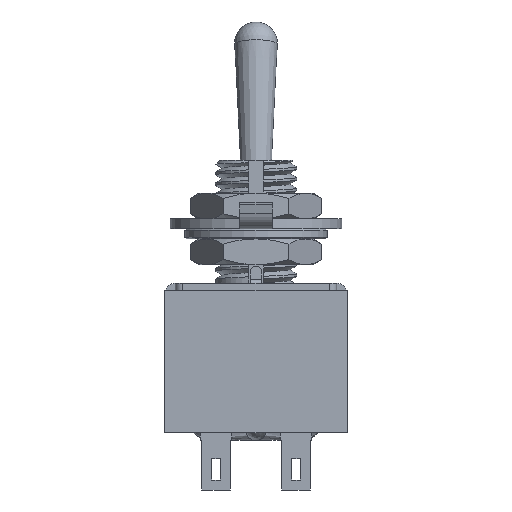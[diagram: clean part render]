
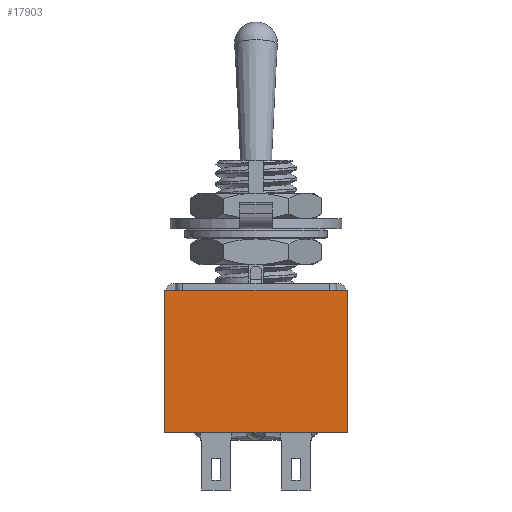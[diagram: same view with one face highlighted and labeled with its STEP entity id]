
A CAD part, front view. The second image highlights one B-rep face of the part: STEP entity #17903.
In plain terms, the highlighted planar face has unit normal (0, -1, 0).
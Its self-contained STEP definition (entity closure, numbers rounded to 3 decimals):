
#14011 = PLANE('',#14012);
#14012 = AXIS2_PLACEMENT_3D('',#14013,#14014,#14015);
#14013 = CARTESIAN_POINT('',(0.,0.,-10.)
  );
#14014 = DIRECTION('',(0.,0.,-1.));
#14015 = DIRECTION('',(0.,-1.,0.));
#14039 = PLANE('',#14040);
#14040 = AXIS2_PLACEMENT_3D('',#14041,#14042,#14043);
#14041 = CARTESIAN_POINT('',(-6.4,-5.,0.));
#14042 = DIRECTION('',(-1.,0.,0.));
#14043 = DIRECTION('',(0.,-1.,0.));
#14065 = PLANE('',#14066);
#14066 = AXIS2_PLACEMENT_3D('',#14067,#14068,#14069);
#14067 = CARTESIAN_POINT('',(0.,0.,0.));
#14068 = DIRECTION('',(0.,0.,1.));
#14069 = DIRECTION('',(1.,0.,0.));
#14372 = VERTEX_POINT('',#14373);
#14373 = CARTESIAN_POINT('',(-6.4,-6.55,-10.));
#14394 = EDGE_CURVE('',#14395,#14372,#14397,.T.);
#14395 = VERTEX_POINT('',#14396);
#14396 = CARTESIAN_POINT('',(-6.4,-6.55,0.));
#14397 = SURFACE_CURVE('',#14398,(#14402,#14409),.PCURVE_S1.);
#14398 = LINE('',#14399,#14400);
#14399 = CARTESIAN_POINT('',(-6.4,-6.55,0.));
#14400 = VECTOR('',#14401,1.);
#14401 = DIRECTION('',(-0.,-0.,-1.));
#14402 = PCURVE('',#14039,#14403);
#14403 = DEFINITIONAL_REPRESENTATION('',(#14404),#14408);
#14404 = LINE('',#14405,#14406);
#14405 = CARTESIAN_POINT('',(1.55,0.));
#14406 = VECTOR('',#14407,1.);
#14407 = DIRECTION('',(0.,-1.));
#14408 = ( GEOMETRIC_REPRESENTATION_CONTEXT(2) 
PARAMETRIC_REPRESENTATION_CONTEXT() REPRESENTATION_CONTEXT('2D SPACE',''
  ) );
#14409 = PCURVE('',#14410,#14415);
#14410 = PLANE('',#14411);
#14411 = AXIS2_PLACEMENT_3D('',#14412,#14413,#14414);
#14412 = CARTESIAN_POINT('',(0.,-6.55,-5.));
#14413 = DIRECTION('',(0.,-1.,0.));
#14414 = DIRECTION('',(0.,0.,-1.));
#14415 = DEFINITIONAL_REPRESENTATION('',(#14416),#14420);
#14416 = LINE('',#14417,#14418);
#14417 = CARTESIAN_POINT('',(-5.,-6.4));
#14418 = VECTOR('',#14419,1.);
#14419 = DIRECTION('',(1.,0.));
#14420 = ( GEOMETRIC_REPRESENTATION_CONTEXT(2) 
PARAMETRIC_REPRESENTATION_CONTEXT() REPRESENTATION_CONTEXT('2D SPACE',''
  ) );
#14448 = EDGE_CURVE('',#14395,#14449,#14451,.T.);
#14449 = VERTEX_POINT('',#14450);
#14450 = CARTESIAN_POINT('',(6.4,-6.55,0.));
#14451 = SURFACE_CURVE('',#14452,(#14456,#14463),.PCURVE_S1.);
#14452 = LINE('',#14453,#14454);
#14453 = CARTESIAN_POINT('',(-6.4,-6.55,0.));
#14454 = VECTOR('',#14455,1.);
#14455 = DIRECTION('',(1.,0.,0.));
#14456 = PCURVE('',#14065,#14457);
#14457 = DEFINITIONAL_REPRESENTATION('',(#14458),#14462);
#14458 = LINE('',#14459,#14460);
#14459 = CARTESIAN_POINT('',(-6.4,-6.55));
#14460 = VECTOR('',#14461,1.);
#14461 = DIRECTION('',(1.,0.));
#14462 = ( GEOMETRIC_REPRESENTATION_CONTEXT(2) 
PARAMETRIC_REPRESENTATION_CONTEXT() REPRESENTATION_CONTEXT('2D SPACE',''
  ) );
#14463 = PCURVE('',#14410,#14464);
#14464 = DEFINITIONAL_REPRESENTATION('',(#14465),#14469);
#14465 = LINE('',#14466,#14467);
#14466 = CARTESIAN_POINT('',(-5.,-6.4));
#14467 = VECTOR('',#14468,1.);
#14468 = DIRECTION('',(0.,1.));
#14469 = ( GEOMETRIC_REPRESENTATION_CONTEXT(2) 
PARAMETRIC_REPRESENTATION_CONTEXT() REPRESENTATION_CONTEXT('2D SPACE',''
  ) );
#14487 = PLANE('',#14488);
#14488 = AXIS2_PLACEMENT_3D('',#14489,#14490,#14491);
#14489 = CARTESIAN_POINT('',(6.4,-5.,0.));
#14490 = DIRECTION('',(1.,0.,0.));
#14491 = DIRECTION('',(0.,1.,0.));
#15080 = VERTEX_POINT('',#15081);
#15081 = CARTESIAN_POINT('',(6.4,-6.55,-10.));
#15102 = EDGE_CURVE('',#15080,#14372,#15103,.T.);
#15103 = SURFACE_CURVE('',#15104,(#15108,#15115),.PCURVE_S1.);
#15104 = LINE('',#15105,#15106);
#15105 = CARTESIAN_POINT('',(6.4,-6.55,-10.));
#15106 = VECTOR('',#15107,1.);
#15107 = DIRECTION('',(-1.,-0.,-0.));
#15108 = PCURVE('',#14011,#15109);
#15109 = DEFINITIONAL_REPRESENTATION('',(#15110),#15114);
#15110 = LINE('',#15111,#15112);
#15111 = CARTESIAN_POINT('',(6.55,-6.4));
#15112 = VECTOR('',#15113,1.);
#15113 = DIRECTION('',(0.,1.));
#15114 = ( GEOMETRIC_REPRESENTATION_CONTEXT(2) 
PARAMETRIC_REPRESENTATION_CONTEXT() REPRESENTATION_CONTEXT('2D SPACE',''
  ) );
#15115 = PCURVE('',#14410,#15116);
#15116 = DEFINITIONAL_REPRESENTATION('',(#15117),#15121);
#15117 = LINE('',#15118,#15119);
#15118 = CARTESIAN_POINT('',(5.,6.4));
#15119 = VECTOR('',#15120,1.);
#15120 = DIRECTION('',(0.,-1.));
#15121 = ( GEOMETRIC_REPRESENTATION_CONTEXT(2) 
PARAMETRIC_REPRESENTATION_CONTEXT() REPRESENTATION_CONTEXT('2D SPACE',''
  ) );
#17903 = ADVANCED_FACE('',(#17904),#14410,.T.);
#17904 = FACE_BOUND('',#17905,.T.);
#17905 = EDGE_LOOP('',(#17906,#17907,#17908,#17929));
#17906 = ORIENTED_EDGE('',*,*,#14394,.T.);
#17907 = ORIENTED_EDGE('',*,*,#15102,.F.);
#17908 = ORIENTED_EDGE('',*,*,#17909,.F.);
#17909 = EDGE_CURVE('',#14449,#15080,#17910,.T.);
#17910 = SURFACE_CURVE('',#17911,(#17915,#17922),.PCURVE_S1.);
#17911 = LINE('',#17912,#17913);
#17912 = CARTESIAN_POINT('',(6.4,-6.55,0.));
#17913 = VECTOR('',#17914,1.);
#17914 = DIRECTION('',(0.,0.,-1.));
#17915 = PCURVE('',#14410,#17916);
#17916 = DEFINITIONAL_REPRESENTATION('',(#17917),#17921);
#17917 = LINE('',#17918,#17919);
#17918 = CARTESIAN_POINT('',(-5.,6.4));
#17919 = VECTOR('',#17920,1.);
#17920 = DIRECTION('',(1.,0.));
#17921 = ( GEOMETRIC_REPRESENTATION_CONTEXT(2) 
PARAMETRIC_REPRESENTATION_CONTEXT() REPRESENTATION_CONTEXT('2D SPACE',''
  ) );
#17922 = PCURVE('',#14487,#17923);
#17923 = DEFINITIONAL_REPRESENTATION('',(#17924),#17928);
#17924 = LINE('',#17925,#17926);
#17925 = CARTESIAN_POINT('',(-1.55,0.));
#17926 = VECTOR('',#17927,1.);
#17927 = DIRECTION('',(-0.,-1.));
#17928 = ( GEOMETRIC_REPRESENTATION_CONTEXT(2) 
PARAMETRIC_REPRESENTATION_CONTEXT() REPRESENTATION_CONTEXT('2D SPACE',''
  ) );
#17929 = ORIENTED_EDGE('',*,*,#14448,.F.);
